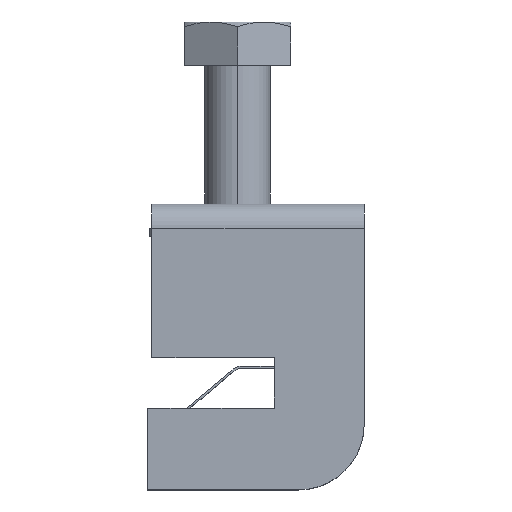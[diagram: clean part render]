
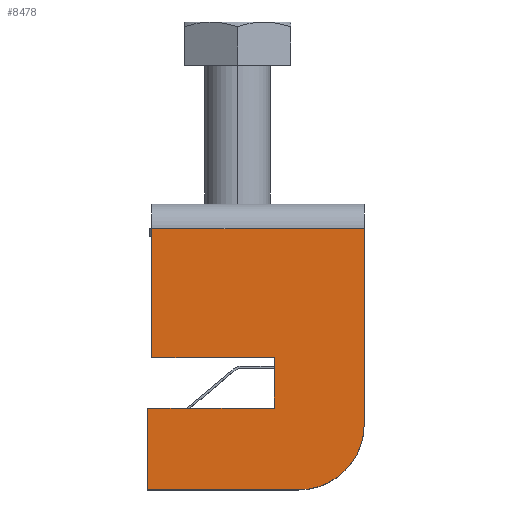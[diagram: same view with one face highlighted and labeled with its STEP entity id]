
A CAD part, top view. The second image highlights one B-rep face of the part: STEP entity #8478.
In plain terms, the highlighted planar face has unit normal (0, 0, 1).
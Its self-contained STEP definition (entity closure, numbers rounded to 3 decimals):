
#4271=DIRECTION('',(1.,0.,0.));
#4272=VECTOR('',#4271,15.);
#4273=CARTESIAN_POINT('',(-34.519,-1.379,16.));
#4274=LINE('',#4273,#4272);
#4278=DIRECTION('',(0.,1.,0.));
#4279=VECTOR('',#4278,15.8);
#4280=CARTESIAN_POINT('',(-34.519,-1.379,16.));
#4281=LINE('',#4280,#4279);
#4285=DIRECTION('',(0.,-1.,0.));
#4286=VECTOR('',#4285,24.);
#4287=CARTESIAN_POINT('',(-8.519,14.421,16.));
#4288=LINE('',#4287,#4286);
#4292=CARTESIAN_POINT('',(-16.519,-9.579,16.));
#4293=DIRECTION('',(0.,0.,-1.));
#4294=DIRECTION('',(1.,0.,0.));
#4295=AXIS2_PLACEMENT_3D('',#4292,#4293,#4294);
#4300=CARTESIAN_POINT('',(-16.519,-9.579,16.));
#4301=DIRECTION('',(0.,0.,-1.));
#4302=DIRECTION('',(0.707,-0.707,0.));
#4303=AXIS2_PLACEMENT_3D('',#4300,#4301,#4302);
#4308=DIRECTION('',(-1.,0.,0.));
#4309=VECTOR('',#4308,18.5);
#4310=CARTESIAN_POINT('',(-16.519,-17.579,16.));
#4311=LINE('',#4310,#4309);
#4315=CARTESIAN_POINT('',(-28.719,-7.812,16.));
#4316=DIRECTION('',(0.,0.,-1.));
#4317=DIRECTION('',(-0.022,1.,0.));
#4318=AXIS2_PLACEMENT_3D('',#4315,#4316,#4317);
#4323=CARTESIAN_POINT('',(-25.419,-7.812,16.));
#4324=DIRECTION('',(0.,0.,-1.));
#4325=DIRECTION('',(-0.022,1.,0.));
#4326=AXIS2_PLACEMENT_3D('',#4323,#4324,#4325);
#4331=CARTESIAN_POINT('',(-20.019,-7.579,16.));
#4332=DIRECTION('',(0.,0.,1.));
#4333=DIRECTION('',(0.998,-0.065,0.));
#4334=AXIS2_PLACEMENT_3D('',#4331,#4332,#4333);
#4339=DIRECTION('',(0.,1.,0.));
#4340=VECTOR('',#4339,6.2);
#4341=CARTESIAN_POINT('',(-19.519,-7.579,16.));
#4342=LINE('',#4341,#4340);
#4346=DIRECTION('',(-1.,0.,0.));
#4347=VECTOR('',#4346,26.);
#4348=CARTESIAN_POINT('',(-8.519,14.421,16.));
#4349=LINE('',#4348,#4347);
#5564=DIRECTION('',(0.,-1.,0.));
#5565=VECTOR('',#5564,9.967);
#5566=CARTESIAN_POINT('',(-35.019,-7.612,16.));
#5567=LINE('',#5566,#5565);
#5599=DIRECTION('',(-1.,0.,0.));
#5600=VECTOR('',#5599,6.296);
#5601=CARTESIAN_POINT('',(-28.724,-7.612,16.));
#5602=LINE('',#5601,#5600);
#5634=DIRECTION('',(-1.,0.,0.));
#5635=VECTOR('',#5634,3.291);
#5636=CARTESIAN_POINT('',(-25.424,-7.612,16.));
#5637=LINE('',#5636,#5635);
#5655=DIRECTION('',(-1.,0.,0.));
#5656=VECTOR('',#5655,5.895);
#5657=CARTESIAN_POINT('',(-19.52,-7.612,16.));
#5658=LINE('',#5657,#5656);
#6749=CARTESIAN_POINT('',(-34.519,14.421,16.));
#6751=VERTEX_POINT('',#6749);
#6752=CARTESIAN_POINT('',(-34.519,-1.379,16.));
#6753=VERTEX_POINT('',#6752);
#6908=CARTESIAN_POINT('',(-19.519,-1.379,16.));
#6909=VERTEX_POINT('',#6908);
#6910=CARTESIAN_POINT('',(-19.519,-7.579,16.));
#6911=VERTEX_POINT('',#6910);
#6912=CARTESIAN_POINT('',(-8.519,14.421,16.));
#6913=VERTEX_POINT('',#6912);
#6914=CARTESIAN_POINT('',(-8.519,-9.579,16.));
#6915=VERTEX_POINT('',#6914);
#6916=CARTESIAN_POINT('',(-10.863,-15.236,16.));
#6917=CARTESIAN_POINT('',(-16.519,-17.579,16.));
#6918=VERTEX_POINT('',#6916);
#6919=VERTEX_POINT('',#6917);
#6920=CARTESIAN_POINT('',(-35.019,-17.579,16.));
#6921=VERTEX_POINT('',#6920);
#6922=CARTESIAN_POINT('',(-35.019,-7.612,16.));
#6923=VERTEX_POINT('',#6922);
#6924=CARTESIAN_POINT('',(-28.724,-7.612,16.));
#6925=VERTEX_POINT('',#6924);
#6926=CARTESIAN_POINT('',(-28.715,-7.612,16.));
#6927=VERTEX_POINT('',#6926);
#6928=CARTESIAN_POINT('',(-25.424,-7.612,16.));
#6929=VERTEX_POINT('',#6928);
#6930=CARTESIAN_POINT('',(-25.415,-7.612,16.));
#6931=VERTEX_POINT('',#6930);
#6932=CARTESIAN_POINT('',(-19.52,-7.612,16.));
#6933=VERTEX_POINT('',#6932);
#8444=CARTESIAN_POINT('',(-22.245,-12.58,16.));
#8445=DIRECTION('',(0.,0.,1.));
#8446=DIRECTION('',(1.,0.,0.));
#8447=AXIS2_PLACEMENT_3D('',#8444,#8445,#8446);
#8448=PLANE('',#8447);
#8449=ORIENTED_EDGE('',*,*,#8031,.T.);
#8451=ORIENTED_EDGE('',*,*,#8450,.F.);
#8453=ORIENTED_EDGE('',*,*,#8452,.T.);
#8455=ORIENTED_EDGE('',*,*,#8454,.T.);
#8457=ORIENTED_EDGE('',*,*,#8456,.T.);
#8459=ORIENTED_EDGE('',*,*,#8458,.T.);
#8461=ORIENTED_EDGE('',*,*,#8460,.F.);
#8463=ORIENTED_EDGE('',*,*,#8462,.F.);
#8465=ORIENTED_EDGE('',*,*,#8464,.T.);
#8467=ORIENTED_EDGE('',*,*,#8466,.F.);
#8469=ORIENTED_EDGE('',*,*,#8468,.T.);
#8471=ORIENTED_EDGE('',*,*,#8470,.F.);
#8473=ORIENTED_EDGE('',*,*,#8472,.T.);
#8474=ORIENTED_EDGE('',*,*,#8407,.T.);
#8475=ORIENTED_EDGE('',*,*,#8429,.F.);
#8476=EDGE_LOOP('',(#8449,#8451,#8453,#8455,#8457,#8459,#8461,#8463,#8465,#8467,
#8469,#8471,#8473,#8474,#8475));
#8477=FACE_OUTER_BOUND('',#8476,.F.);
#4296=CIRCLE('',#4295,8.);
#4304=CIRCLE('',#4303,8.);
#4319=CIRCLE('',#4318,0.2);
#4327=CIRCLE('',#4326,0.2);
#4335=CIRCLE('',#4334,0.5);
#8031=EDGE_CURVE('',#6753,#6751,#4281,.T.);
#8407=EDGE_CURVE('',#6911,#6909,#4342,.T.);
#8429=EDGE_CURVE('',#6753,#6909,#4274,.T.);
#8450=EDGE_CURVE('',#6913,#6751,#4349,.T.);
#8452=EDGE_CURVE('',#6913,#6915,#4288,.T.);
#8454=EDGE_CURVE('',#6915,#6918,#4296,.T.);
#8456=EDGE_CURVE('',#6918,#6919,#4304,.T.);
#8458=EDGE_CURVE('',#6919,#6921,#4311,.T.);
#8460=EDGE_CURVE('',#6923,#6921,#5567,.T.);
#8462=EDGE_CURVE('',#6925,#6923,#5602,.T.);
#8464=EDGE_CURVE('',#6925,#6927,#4319,.T.);
#8466=EDGE_CURVE('',#6929,#6927,#5637,.T.);
#8468=EDGE_CURVE('',#6929,#6931,#4327,.T.);
#8470=EDGE_CURVE('',#6933,#6931,#5658,.T.);
#8472=EDGE_CURVE('',#6933,#6911,#4335,.T.);
#8478=ADVANCED_FACE('',(#8477),#8448,.T.);
